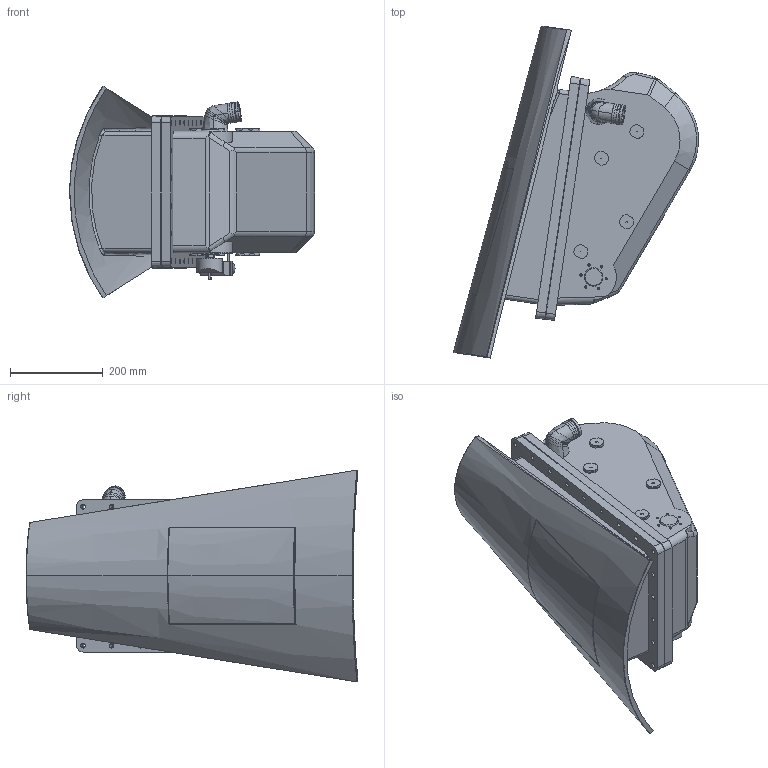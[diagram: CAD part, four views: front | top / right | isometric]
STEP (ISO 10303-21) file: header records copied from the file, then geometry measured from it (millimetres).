
FILE_DESCRIPTION(('CATIA V5 STEP Exchange'),'2;1');
FILE_NAME('compact-retract-closed.stp','2014-12-05T10:56:34+00:00',('none'),('none'),'CATIA Version 5 Release 21 GA (IN-10)','CATIA V5 STEP AP203','none');
FILE_SCHEMA(('CONFIG_CONTROL_DESIGN'));
Products named in the file (1): Compact retract.CATPart
Bounding box: 529.03 x 716.46 x 457.69 mm (x, y, z)
Volume: 14729913.8 mm3; surface area: 3052219.3 mm2
Topology: 1 solids, 18 shells, 2330 faces, 5765 edges, 3608 vertices
Faces by surface type: cylinder 1033, plane 616, bspline 313, cone 307, torus 47, revolution 9, sphere 4, extrusion 1
Entity records: 89545 total; most frequent: CARTESIAN_POINT 41015, ORIENTED_EDGE 11446, DIRECTION 6837, EDGE_CURVE 5723, VERTEX_POINT 3608, AXIS2_PLACEMENT_3D 3496, EDGE_LOOP 2805, ADVANCED_FACE 2330
